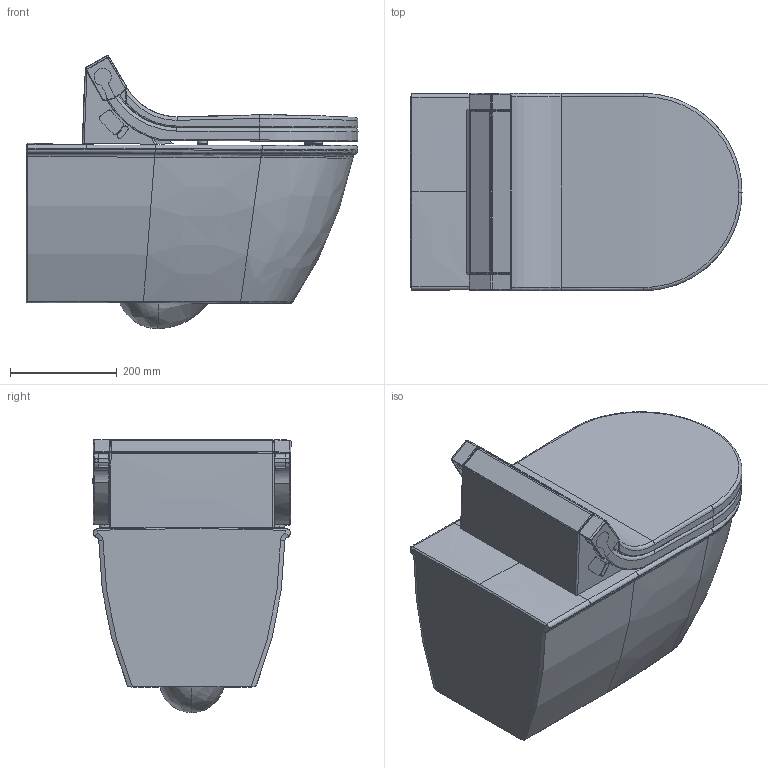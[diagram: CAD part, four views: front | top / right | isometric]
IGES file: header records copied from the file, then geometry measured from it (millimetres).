
Global section: file name: No Iges File Name specified; native system: Autodesk Inventor 2011; preprocessor: AutoDesk Inventor Iges Exporter R2011; author: Administrator; date: 20120412.200110; units: millimetre
Bounding box: 620.6 x 370.15 x 510.74 mm (x, y, z)
Volume: 47595749.6 mm3; surface area: 1847341.3 mm2
Topology: 18 solids, 18 shells, 556 faces, 1335 edges, 809 vertices
Faces by surface type: bspline 226, plane 144, cylinder 98, torus 32, revolution 23, sphere 21, cone 12
